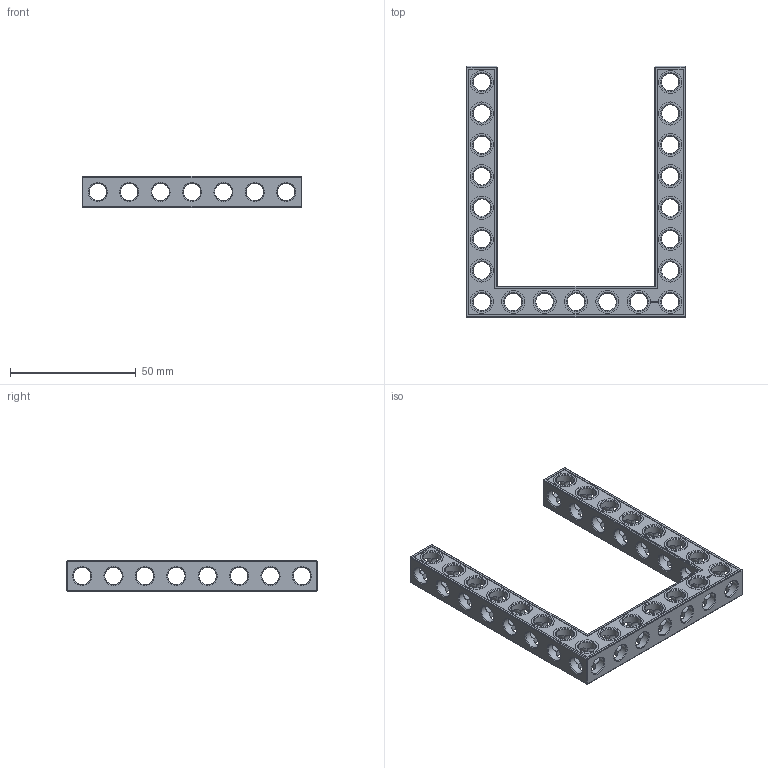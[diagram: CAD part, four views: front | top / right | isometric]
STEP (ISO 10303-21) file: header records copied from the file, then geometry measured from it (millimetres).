
FILE_DESCRIPTION(('FreeCAD Model'),'2;1');
FILE_NAME('Open CASCADE Shape Model','2022-02-23T20:38:30',( 'Paulo Kiefe'),('STEMFIE.org'),'Open CASCADE STEP processor 7.5', 'FreeCAD','Unknown');
FILE_SCHEMA(('AUTOMOTIVE_DESIGN { 1 0 10303 214 1 1 1 1 }'));
Products named in the file (1): Beam AGD ESS USH SYM BU07x08x01 - SPN-BEM-0383 (stemfie.org)
Bounding box: 87.5 x 100 x 12.5 mm (x, y, z)
Volume: 20520.1 mm3; surface area: 18417.1 mm2
Topology: 1 solids, 1 shells, 815 faces, 2402 edges, 1560 vertices
Faces by surface type: plane 396, extrusion 206, cylinder 127, cone 86
Full cylindrical faces by diameter (mm): 6.98 x18, 7 x88, 9.2 x21
Entity records: 133124 total; most frequent: CARTESIAN_POINT 88302, DIRECTION 7076, VECTOR 4913, ORIENTED_EDGE 4804, PCURVE 4804, DEFINITIONAL_REPRESENTATION 4804, LINE 4707, EDGE_CURVE 2402
